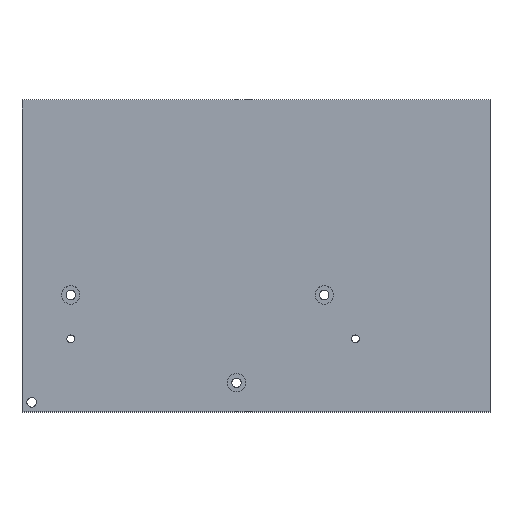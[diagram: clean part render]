
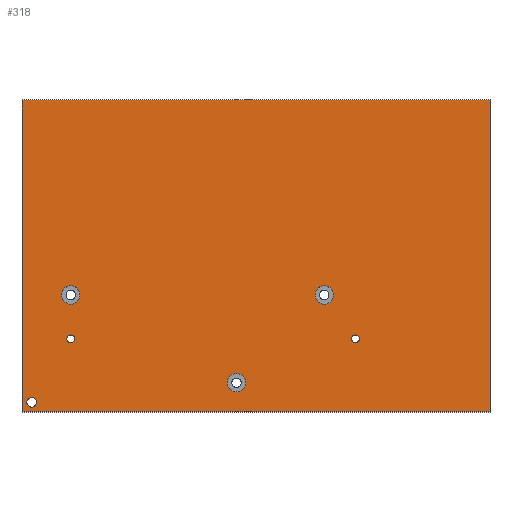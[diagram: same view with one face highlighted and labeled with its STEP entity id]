
A CAD part, top view. The second image highlights one B-rep face of the part: STEP entity #318.
In plain terms, the highlighted planar face has unit normal (0, 0, 1).
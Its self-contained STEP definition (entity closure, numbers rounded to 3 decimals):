
#18=FACE_BOUND('',#95,.T.);
#19=FACE_BOUND('',#96,.T.);
#20=FACE_BOUND('',#97,.T.);
#21=FACE_BOUND('',#98,.T.);
#22=FACE_BOUND('',#99,.T.);
#23=FACE_BOUND('',#100,.T.);
#30=CIRCLE('',#324,4.725);
#33=CIRCLE('',#329,4.725);
#36=CIRCLE('',#334,4.725);
#42=CIRCLE('',#345,1.975);
#44=CIRCLE('',#348,1.975);
#46=CIRCLE('',#351,2.5);
#73=FACE_OUTER_BOUND('',#94,.T.);
#94=EDGE_LOOP('',(#273,#274,#275,#276));
#95=EDGE_LOOP('',(#277));
#96=EDGE_LOOP('',(#278));
#97=EDGE_LOOP('',(#279));
#98=EDGE_LOOP('',(#280));
#99=EDGE_LOOP('',(#281));
#100=EDGE_LOOP('',(#282));
#110=LINE('',#461,#131);
#122=LINE('',#524,#143);
#125=LINE('',#530,#146);
#128=LINE('',#534,#149);
#131=VECTOR('',#364,10.);
#143=VECTOR('',#438,10.);
#146=VECTOR('',#443,10.);
#149=VECTOR('',#448,10.);
#152=VERTEX_POINT('',#458);
#153=VERTEX_POINT('',#460);
#154=VERTEX_POINT('',#464);
#157=VERTEX_POINT('',#473);
#160=VERTEX_POINT('',#482);
#166=VERTEX_POINT('',#503);
#168=VERTEX_POINT('',#509);
#170=VERTEX_POINT('',#515);
#173=VERTEX_POINT('',#523);
#175=VERTEX_POINT('',#529);
#178=EDGE_CURVE('',#152,#153,#110,.T.);
#180=EDGE_CURVE('',#154,#154,#30,.T.);
#184=EDGE_CURVE('',#157,#157,#33,.T.);
#188=EDGE_CURVE('',#160,#160,#36,.T.);
#198=EDGE_CURVE('',#166,#166,#42,.T.);
#201=EDGE_CURVE('',#168,#168,#44,.T.);
#204=EDGE_CURVE('',#170,#170,#46,.T.);
#208=EDGE_CURVE('',#173,#153,#122,.T.);
#211=EDGE_CURVE('',#175,#173,#125,.T.);
#214=EDGE_CURVE('',#175,#152,#128,.T.);
#273=ORIENTED_EDGE('',*,*,#214,.F.);
#274=ORIENTED_EDGE('',*,*,#211,.T.);
#275=ORIENTED_EDGE('',*,*,#208,.T.);
#276=ORIENTED_EDGE('',*,*,#178,.F.);
#277=ORIENTED_EDGE('',*,*,#180,.T.);
#278=ORIENTED_EDGE('',*,*,#184,.T.);
#279=ORIENTED_EDGE('',*,*,#188,.T.);
#280=ORIENTED_EDGE('',*,*,#204,.T.);
#281=ORIENTED_EDGE('',*,*,#201,.T.);
#282=ORIENTED_EDGE('',*,*,#198,.T.);
#300=PLANE('',#356);
#318=ADVANCED_FACE('',(#73,#18,#19,#20,#21,#22,#23),#300,.T.);
#324=AXIS2_PLACEMENT_3D('',#465,#368,#369);
#329=AXIS2_PLACEMENT_3D('',#474,#379,#380);
#334=AXIS2_PLACEMENT_3D('',#483,#390,#391);
#345=AXIS2_PLACEMENT_3D('',#504,#416,#417);
#348=AXIS2_PLACEMENT_3D('',#510,#423,#424);
#351=AXIS2_PLACEMENT_3D('',#516,#430,#431);
#356=AXIS2_PLACEMENT_3D('',#535,#449,#450);
#364=DIRECTION('',(1.,0.,0.));
#368=DIRECTION('center_axis',(0.,0.,-1.));
#369=DIRECTION('ref_axis',(-1.,0.,0.));
#379=DIRECTION('center_axis',(0.,0.,-1.));
#380=DIRECTION('ref_axis',(-1.,0.,0.));
#390=DIRECTION('center_axis',(0.,0.,-1.));
#391=DIRECTION('ref_axis',(-1.,0.,0.));
#416=DIRECTION('center_axis',(0.,0.,-1.));
#417=DIRECTION('ref_axis',(-1.,0.,0.));
#423=DIRECTION('center_axis',(0.,0.,-1.));
#424=DIRECTION('ref_axis',(-1.,0.,0.));
#430=DIRECTION('center_axis',(0.,0.,-1.));
#431=DIRECTION('ref_axis',(-1.,0.,0.));
#438=DIRECTION('',(0.,1.,0.));
#443=DIRECTION('',(1.,0.,0.));
#448=DIRECTION('',(0.,1.,0.));
#449=DIRECTION('center_axis',(0.,0.,1.));
#450=DIRECTION('ref_axis',(-1.,0.,0.));
#458=CARTESIAN_POINT('',(13.,175.,16.));
#460=CARTESIAN_POINT('',(253.,175.,16.));
#461=CARTESIAN_POINT('',(253.,175.,16.));
#464=CARTESIAN_POINT('',(42.725,75.,16.));
#465=CARTESIAN_POINT('Origin',(38.,75.,16.));
#473=CARTESIAN_POINT('',(127.725,30.,16.));
#474=CARTESIAN_POINT('Origin',(123.,30.,16.));
#482=CARTESIAN_POINT('',(172.725,75.,16.));
#483=CARTESIAN_POINT('Origin',(168.,75.,16.));
#503=CARTESIAN_POINT('',(185.975,52.5,16.));
#504=CARTESIAN_POINT('Origin',(184.,52.5,16.));
#509=CARTESIAN_POINT('',(39.975,52.5,16.));
#510=CARTESIAN_POINT('Origin',(38.,52.5,16.));
#515=CARTESIAN_POINT('',(20.5,20.,16.));
#516=CARTESIAN_POINT('Origin',(18.,20.,16.));
#523=CARTESIAN_POINT('',(253.,15.,16.));
#524=CARTESIAN_POINT('',(253.,15.,16.));
#529=CARTESIAN_POINT('',(13.,15.,16.));
#530=CARTESIAN_POINT('',(13.,15.,16.));
#534=CARTESIAN_POINT('',(13.,135.,16.));
#535=CARTESIAN_POINT('Origin',(133.,75.,16.));
